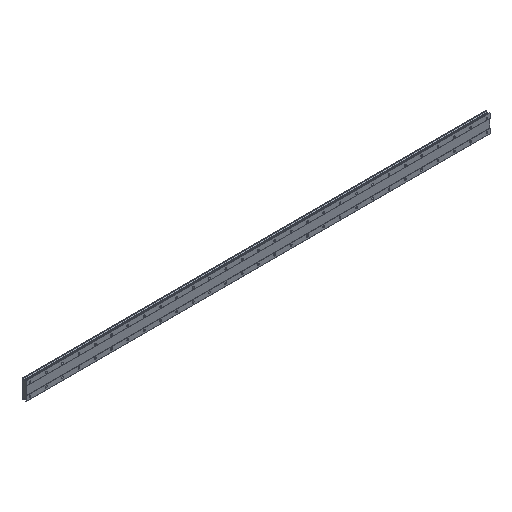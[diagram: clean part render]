
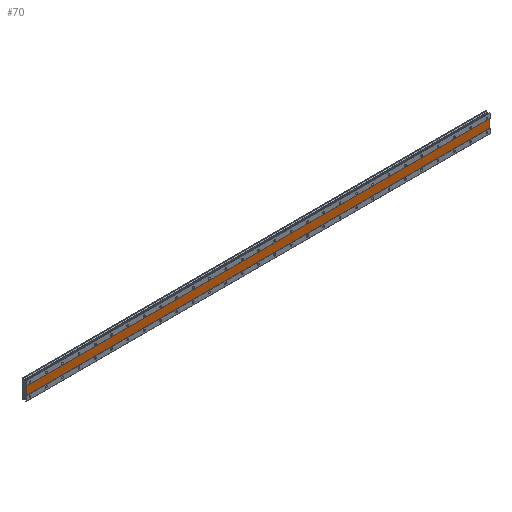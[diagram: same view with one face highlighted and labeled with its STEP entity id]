
A CAD part, isometric view. The second image highlights one B-rep face of the part: STEP entity #70.
In plain terms, the highlighted planar face has unit normal (0, -1, 0).
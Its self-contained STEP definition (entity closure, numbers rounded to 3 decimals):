
#70 = ADVANCED_FACE ( 'NONE', ( #1827 ), #4933, .F. ) ;
#137 = LINE ( 'NONE', #8664, #2197 ) ;
#424 = VECTOR ( 'NONE', #5761, 1000. ) ;
#538 = DIRECTION ( 'NONE',  ( 1., 0., 0. ) ) ;
#598 = CARTESIAN_POINT ( 'NONE',  ( -15., 1., -20. ) ) ;
#853 = VERTEX_POINT ( 'NONE', #8805 ) ;
#877 = AXIS2_PLACEMENT_3D ( 'NONE', #2222, #7530, #6873 ) ;
#1149 = VERTEX_POINT ( 'NONE', #4025 ) ;
#1490 = ORIENTED_EDGE ( 'NONE', *, *, #7226, .F. ) ;
#1827 = FACE_OUTER_BOUND ( 'NONE', #4219, .T. ) ;
#2071 = CARTESIAN_POINT ( 'NONE',  ( 2255., 1., 20. ) ) ;
#2123 = CARTESIAN_POINT ( 'NONE',  ( 2255., 1., -20. ) ) ;
#2197 = VECTOR ( 'NONE', #6255, 1000. ) ;
#2203 = CARTESIAN_POINT ( 'NONE',  ( 2255., 1., 20. ) ) ;
#2222 = CARTESIAN_POINT ( 'NONE',  ( 2255., 1., 20. ) ) ;
#3531 = CARTESIAN_POINT ( 'NONE',  ( 2255., 1., -20. ) ) ;
#4025 = CARTESIAN_POINT ( 'NONE',  ( -15., 1., 20. ) ) ;
#4219 = EDGE_LOOP ( 'NONE', ( #5046, #1490, #8070, #7311 ) ) ;
#4312 = VECTOR ( 'NONE', #538, 1000. ) ;
#4933 = PLANE ( 'NONE',  #877 ) ;
#5046 = ORIENTED_EDGE ( 'NONE', *, *, #8069, .F. ) ;
#5414 = VERTEX_POINT ( 'NONE', #598 ) ;
#5461 = VECTOR ( 'NONE', #7717, 1000. ) ;
#5667 = LINE ( 'NONE', #3531, #424 ) ;
#5761 = DIRECTION ( 'NONE',  ( -1., 0., 0. ) ) ;
#6255 = DIRECTION ( 'NONE',  ( 0., 0., 1. ) ) ;
#6873 = DIRECTION ( 'NONE',  ( 0., 0., 1. ) ) ;
#6917 = LINE ( 'NONE', #2071, #4312 ) ;
#6937 = EDGE_CURVE ( 'NONE', #1149, #853, #6917, .T. ) ;
#6957 = VERTEX_POINT ( 'NONE', #2123 ) ;
#7131 = EDGE_CURVE ( 'NONE', #5414, #1149, #137, .T. ) ;
#7226 = EDGE_CURVE ( 'NONE', #853, #6957, #9159, .T. ) ;
#7311 = ORIENTED_EDGE ( 'NONE', *, *, #7131, .F. ) ;
#7530 = DIRECTION ( 'NONE',  ( 0., 1., 0. ) ) ;
#7717 = DIRECTION ( 'NONE',  ( 0., 0., -1. ) ) ;
#8069 = EDGE_CURVE ( 'NONE', #6957, #5414, #5667, .T. ) ;
#8070 = ORIENTED_EDGE ( 'NONE', *, *, #6937, .F. ) ;
#8664 = CARTESIAN_POINT ( 'NONE',  ( -15., 1., 20. ) ) ;
#8805 = CARTESIAN_POINT ( 'NONE',  ( 2255., 1., 20. ) ) ;
#9159 = LINE ( 'NONE', #2203, #5461 ) ;
